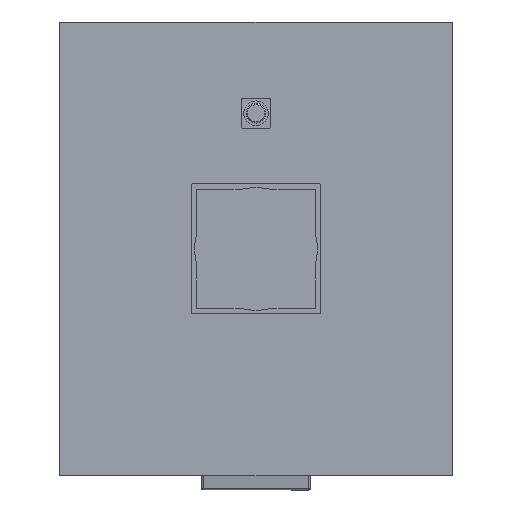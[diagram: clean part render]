
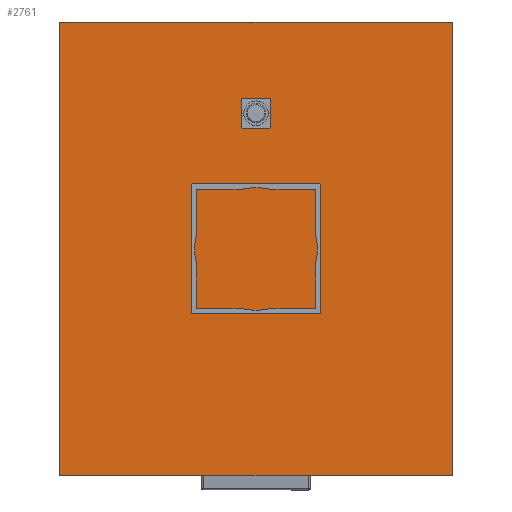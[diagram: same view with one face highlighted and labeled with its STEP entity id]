
A CAD part, left-side view. The second image highlights one B-rep face of the part: STEP entity #2761.
In plain terms, the highlighted face is planar.
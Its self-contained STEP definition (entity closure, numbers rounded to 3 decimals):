
#273=LINE('',#5064,#484);
#276=LINE('',#5070,#487);
#279=LINE('',#5076,#490);
#282=LINE('',#5081,#493);
#283=LINE('',#5083,#494);
#284=LINE('',#5088,#495);
#285=LINE('',#5092,#496);
#286=LINE('',#5096,#497);
#484=VECTOR('',#4180,1000.);
#487=VECTOR('',#4185,1000.);
#490=VECTOR('',#4190,1000.);
#493=VECTOR('',#4195,1000.);
#494=VECTOR('',#4198,1000.);
#495=VECTOR('',#4201,1000.);
#496=VECTOR('',#4204,1000.);
#497=VECTOR('',#4207,1000.);
#769=ORIENTED_EDGE('',*,*,#1501,.T.);
#770=ORIENTED_EDGE('',*,*,#1502,.T.);
#771=ORIENTED_EDGE('',*,*,#1503,.T.);
#772=ORIENTED_EDGE('',*,*,#1504,.T.);
#773=ORIENTED_EDGE('',*,*,#1505,.T.);
#774=ORIENTED_EDGE('',*,*,#1506,.T.);
#775=ORIENTED_EDGE('',*,*,#1507,.T.);
#776=ORIENTED_EDGE('',*,*,#1508,.T.);
#777=ORIENTED_EDGE('',*,*,#1491,.F.);
#778=ORIENTED_EDGE('',*,*,#1500,.F.);
#779=ORIENTED_EDGE('',*,*,#1497,.F.);
#780=ORIENTED_EDGE('',*,*,#1494,.F.);
#1491=EDGE_CURVE('',#1907,#1908,#273,.T.);
#1494=EDGE_CURVE('',#1908,#1910,#276,.T.);
#1497=EDGE_CURVE('',#1910,#1912,#279,.T.);
#1500=EDGE_CURVE('',#1912,#1907,#282,.T.);
#1501=EDGE_CURVE('',#1913,#1914,#283,.T.);
#1502=EDGE_CURVE('',#1914,#1915,#2162,.T.);
#1503=EDGE_CURVE('',#1915,#1916,#284,.T.);
#1504=EDGE_CURVE('',#1916,#1917,#2163,.T.);
#1505=EDGE_CURVE('',#1917,#1918,#285,.T.);
#1506=EDGE_CURVE('',#1918,#1919,#2164,.T.);
#1507=EDGE_CURVE('',#1919,#1920,#286,.T.);
#1508=EDGE_CURVE('',#1920,#1913,#2165,.T.);
#1907=VERTEX_POINT('',#5063);
#1908=VERTEX_POINT('',#5065);
#1910=VERTEX_POINT('',#5071);
#1912=VERTEX_POINT('',#5077);
#1913=VERTEX_POINT('',#5084);
#1914=VERTEX_POINT('',#5085);
#1915=VERTEX_POINT('',#5087);
#1916=VERTEX_POINT('',#5089);
#1917=VERTEX_POINT('',#5091);
#1918=VERTEX_POINT('',#5093);
#1919=VERTEX_POINT('',#5095);
#1920=VERTEX_POINT('',#5097);
#2162=CIRCLE('',#3776,0.5);
#2163=CIRCLE('',#3777,0.5);
#2164=CIRCLE('',#3778,0.5);
#2165=CIRCLE('',#3779,0.5);
#2323=EDGE_LOOP('',(#769,#770,#771,#772,#773,#774,#775,#776));
#2324=EDGE_LOOP('',(#777,#778,#779,#780));
#2516=FACE_BOUND('',#2323,.T.);
#2517=FACE_BOUND('',#2324,.T.);
#2697=PLANE('',#3775);
#2761=ADVANCED_FACE('',(#2516,#2517),#2697,.F.);
#3775=AXIS2_PLACEMENT_3D('',#5082,#4196,#4197);
#3776=AXIS2_PLACEMENT_3D('',#5086,#4199,#4200);
#3777=AXIS2_PLACEMENT_3D('',#5090,#4202,#4203);
#3778=AXIS2_PLACEMENT_3D('',#5094,#4205,#4206);
#3779=AXIS2_PLACEMENT_3D('',#5098,#4208,#4209);
#4180=DIRECTION('',(0.,-1.,0.));
#4185=DIRECTION('',(0.,0.,1.));
#4190=DIRECTION('',(0.,1.,0.));
#4195=DIRECTION('',(0.,0.,-1.));
#4196=DIRECTION('',(-1.,0.,0.));
#4197=DIRECTION('',(0.,-1.,0.));
#4198=DIRECTION('',(0.,-1.,0.));
#4199=DIRECTION('',(-1.,0.,0.));
#4200=DIRECTION('',(0.,1.,0.));
#4201=DIRECTION('',(0.,0.,1.));
#4202=DIRECTION('',(-1.,0.,0.));
#4203=DIRECTION('',(0.,1.,0.));
#4204=DIRECTION('',(0.,1.,0.));
#4205=DIRECTION('',(-1.,0.,0.));
#4206=DIRECTION('',(0.,-1.,0.));
#4207=DIRECTION('',(0.,0.,-1.));
#4208=DIRECTION('',(-1.,0.,0.));
#4209=DIRECTION('',(0.,1.,0.));
#5063=CARTESIAN_POINT('',(63.3,79.5,-104.));
#5064=CARTESIAN_POINT('',(63.3,79.5,-104.));
#5065=CARTESIAN_POINT('',(63.3,-79.5,-104.));
#5070=CARTESIAN_POINT('',(63.3,-79.5,-104.));
#5071=CARTESIAN_POINT('',(63.3,-79.5,80.));
#5076=CARTESIAN_POINT('',(63.3,-79.5,80.));
#5077=CARTESIAN_POINT('',(63.3,79.5,80.));
#5081=CARTESIAN_POINT('',(63.3,79.5,80.));
#5082=CARTESIAN_POINT('',(63.3,-79.5,-104.));
#5083=CARTESIAN_POINT('',(63.3,5.5,37.));
#5084=CARTESIAN_POINT('',(63.3,5.5,37.));
#5085=CARTESIAN_POINT('',(63.3,-5.5,37.));
#5086=CARTESIAN_POINT('',(63.3,-5.5,37.5));
#5087=CARTESIAN_POINT('',(63.3,-6.,37.5));
#5088=CARTESIAN_POINT('',(63.3,-6.,37.5));
#5089=CARTESIAN_POINT('',(63.3,-6.,48.5));
#5090=CARTESIAN_POINT('',(63.3,-5.5,48.5));
#5091=CARTESIAN_POINT('',(63.3,-5.5,49.));
#5092=CARTESIAN_POINT('',(63.3,-5.5,49.));
#5093=CARTESIAN_POINT('',(63.3,5.5,49.));
#5094=CARTESIAN_POINT('',(63.3,5.5,48.5));
#5095=CARTESIAN_POINT('',(63.3,6.,48.5));
#5096=CARTESIAN_POINT('',(63.3,6.,48.5));
#5097=CARTESIAN_POINT('',(63.3,6.,37.5));
#5098=CARTESIAN_POINT('',(63.3,5.5,37.5));
